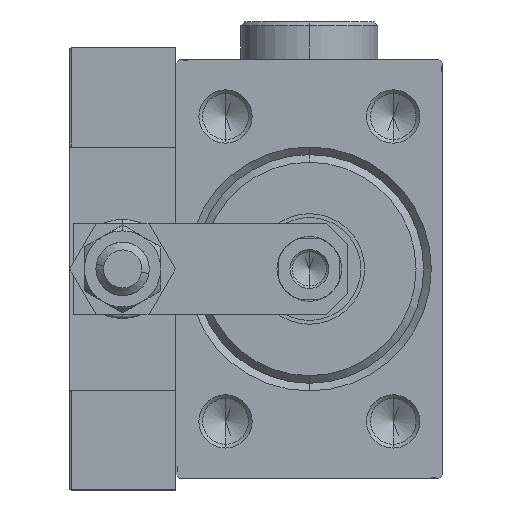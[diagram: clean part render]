
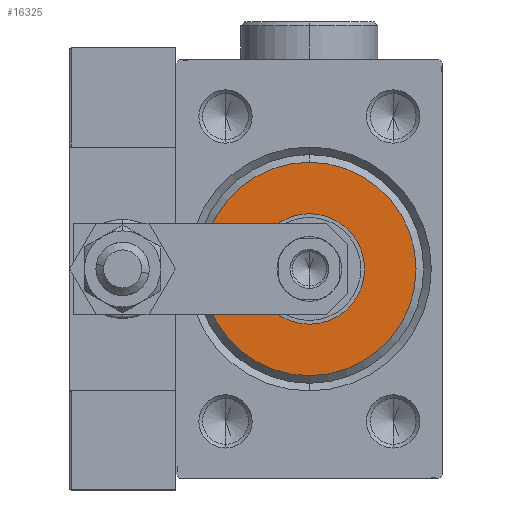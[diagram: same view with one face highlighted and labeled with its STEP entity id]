
A CAD part, left-side view. The second image highlights one B-rep face of the part: STEP entity #16325.
In plain terms, the highlighted face is planar.
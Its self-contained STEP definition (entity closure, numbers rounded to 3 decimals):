
#3234 = FACE_OUTER_BOUND ( 'NONE', #8641, .T. ) ;
#3262 = AXIS2_PLACEMENT_3D ( 'NONE', #47307, #18647, #15452 ) ;
#5135 = CIRCLE ( 'NONE', #37359, 7.25 ) ;
#6292 = DIRECTION ( 'NONE',  ( 0., 0., -1. ) ) ;
#7113 = CARTESIAN_POINT ( 'NONE',  ( 3., 0., 0. ) ) ;
#7140 = DIRECTION ( 'NONE',  ( 0., 0., -1. ) ) ;
#7857 = CARTESIAN_POINT ( 'NONE',  ( 3., 0., 14. ) ) ;
#8453 = VERTEX_POINT ( 'NONE', #12777 ) ;
#8641 = EDGE_LOOP ( 'NONE', ( #13432, #41878 ) ) ;
#8966 = EDGE_CURVE ( 'NONE', #48984, #8453, #48887, .T. ) ;
#9757 = DIRECTION ( 'NONE',  ( 1., 0., 0. ) ) ;
#10761 = CARTESIAN_POINT ( 'NONE',  ( 3., 0., 0. ) ) ;
#10973 = AXIS2_PLACEMENT_3D ( 'NONE', #10761, #31752, #43172 ) ;
#12777 = CARTESIAN_POINT ( 'NONE',  ( 3., 0., 7.25 ) ) ;
#13432 = ORIENTED_EDGE ( 'NONE', *, *, #39213, .T. ) ;
#15452 = DIRECTION ( 'NONE',  ( 0., 0., -1. ) ) ;
#16325 = ADVANCED_FACE ( 'NONE', ( #3234, #35637 ), #38842, .T. ) ;
#18074 = CARTESIAN_POINT ( 'NONE',  ( 3., 0., -7.25 ) ) ;
#18647 = DIRECTION ( 'NONE',  ( 1., 0., 0. ) ) ;
#23298 = DIRECTION ( 'NONE',  ( 1., 0., 0. ) ) ;
#23948 = AXIS2_PLACEMENT_3D ( 'NONE', #7113, #23298, #39511 ) ;
#24047 = EDGE_CURVE ( 'NONE', #41346, #33810, #30709, .T. ) ;
#25968 = ORIENTED_EDGE ( 'NONE', *, *, #8966, .F. ) ;
#27331 = CARTESIAN_POINT ( 'NONE',  ( 3., 0., 0. ) ) ;
#30709 = CIRCLE ( 'NONE', #23948, 14. ) ;
#31752 = DIRECTION ( 'NONE',  ( 1., 0., 0. ) ) ;
#33810 = VERTEX_POINT ( 'NONE', #7857 ) ;
#33934 = CARTESIAN_POINT ( 'NONE',  ( 3., 0., 0. ) ) ;
#34754 = CIRCLE ( 'NONE', #10973, 14. ) ;
#35637 = FACE_BOUND ( 'NONE', #38310, .T. ) ;
#37359 = AXIS2_PLACEMENT_3D ( 'NONE', #27331, #43529, #7140 ) ;
#38310 = EDGE_LOOP ( 'NONE', ( #25968, #45172 ) ) ;
#38842 = PLANE ( 'NONE',  #3262 ) ;
#39213 = EDGE_CURVE ( 'NONE', #33810, #41346, #34754, .T. ) ;
#39511 = DIRECTION ( 'NONE',  ( 0., 0., -1. ) ) ;
#41346 = VERTEX_POINT ( 'NONE', #49119 ) ;
#41524 = EDGE_CURVE ( 'NONE', #8453, #48984, #5135, .T. ) ;
#41878 = ORIENTED_EDGE ( 'NONE', *, *, #24047, .T. ) ;
#43172 = DIRECTION ( 'NONE',  ( 0., 0., -1. ) ) ;
#43529 = DIRECTION ( 'NONE',  ( 1., 0., 0. ) ) ;
#45172 = ORIENTED_EDGE ( 'NONE', *, *, #41524, .F. ) ;
#47307 = CARTESIAN_POINT ( 'NONE',  ( 3., 0., 0. ) ) ;
#48054 = AXIS2_PLACEMENT_3D ( 'NONE', #33934, #9757, #6292 ) ;
#48887 = CIRCLE ( 'NONE', #48054, 7.25 ) ;
#48984 = VERTEX_POINT ( 'NONE', #18074 ) ;
#49119 = CARTESIAN_POINT ( 'NONE',  ( 3., 0., -14. ) ) ;
